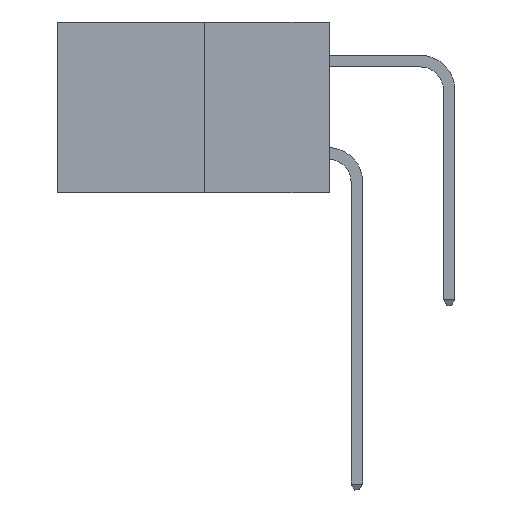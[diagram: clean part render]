
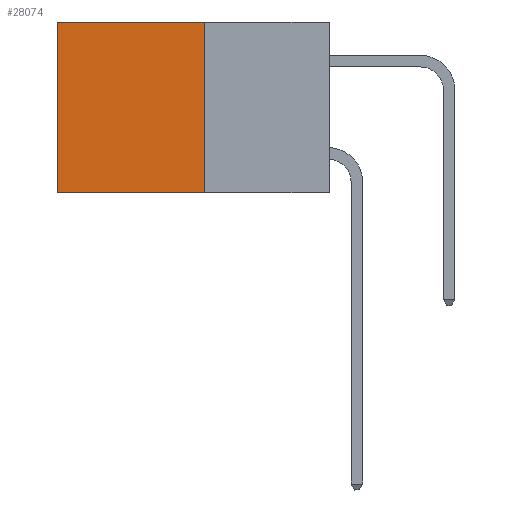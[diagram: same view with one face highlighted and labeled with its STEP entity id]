
A CAD part, left-side view. The second image highlights one B-rep face of the part: STEP entity #28074.
In plain terms, the highlighted planar face has unit normal (-1, 0, 0).
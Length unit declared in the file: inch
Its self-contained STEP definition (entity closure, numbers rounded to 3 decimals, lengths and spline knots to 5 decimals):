
#420 = ORIENTED_EDGE ( 'NONE', *, *, #25664, .F. ) ;
#627 = VECTOR ( 'NONE', #3493, 39.37008 ) ;
#1163 = CARTESIAN_POINT ( 'NONE',  ( 0.277, 0.27, 0. ) ) ;
#2277 = DIRECTION ( 'NONE',  ( 1., 0., 0. ) ) ;
#3493 = DIRECTION ( 'NONE',  ( 0., 1., 0. ) ) ;
#4036 = CARTESIAN_POINT ( 'NONE',  ( 0.277, 0.27, 0. ) ) ;
#5846 = VERTEX_POINT ( 'NONE', #26993 ) ;
#5888 = VERTEX_POINT ( 'NONE', #4036 ) ;
#7211 = CARTESIAN_POINT ( 'NONE',  ( 0.277, 0.59, -0.37 ) ) ;
#8413 = VECTOR ( 'NONE', #26978, 39.37008 ) ;
#9138 = LINE ( 'NONE', #29158, #8413 ) ;
#11035 = AXIS2_PLACEMENT_3D ( 'NONE', #13848, #2277, #18497 ) ;
#12359 = ORIENTED_EDGE ( 'NONE', *, *, #22824, .T. ) ;
#13144 = LINE ( 'NONE', #20273, #25121 ) ;
#13848 = CARTESIAN_POINT ( 'NONE',  ( 0.277, 0.27, -0.37 ) ) ;
#14611 = LINE ( 'NONE', #15502, #26137 ) ;
#15502 = CARTESIAN_POINT ( 'NONE',  ( 0.277, 0.59, -0.37 ) ) ;
#16739 = ORIENTED_EDGE ( 'NONE', *, *, #25666, .T. ) ;
#17834 = DIRECTION ( 'NONE',  ( 0., 0., -1. ) ) ;
#18497 = DIRECTION ( 'NONE',  ( 0., 0., -1. ) ) ;
#19132 = LINE ( 'NONE', #1163, #627 ) ;
#20273 = CARTESIAN_POINT ( 'NONE',  ( 0.277, 0.27, -0.37 ) ) ;
#20964 = CARTESIAN_POINT ( 'NONE',  ( 0.277, 0.27, -0.37 ) ) ;
#21089 = ORIENTED_EDGE ( 'NONE', *, *, #25706, .F. ) ;
#22580 = DIRECTION ( 'NONE',  ( 0., 0., -1. ) ) ;
#22824 = EDGE_CURVE ( 'NONE', #5888, #5846, #19132, .T. ) ;
#23480 = EDGE_LOOP ( 'NONE', ( #16739, #420, #21089, #12359 ) ) ;
#23806 = VERTEX_POINT ( 'NONE', #20964 ) ;
#25121 = VECTOR ( 'NONE', #22580, 39.37008 ) ;
#25664 = EDGE_CURVE ( 'NONE', #23806, #26548, #9138, .T. ) ;
#25666 = EDGE_CURVE ( 'NONE', #5846, #26548, #14611, .T. ) ;
#25706 = EDGE_CURVE ( 'NONE', #5888, #23806, #13144, .T. ) ;
#26137 = VECTOR ( 'NONE', #17834, 39.37008 ) ;
#26548 = VERTEX_POINT ( 'NONE', #7211 ) ;
#26978 = DIRECTION ( 'NONE',  ( 0., 1., 0. ) ) ;
#26993 = CARTESIAN_POINT ( 'NONE',  ( 0.277, 0.59, 0. ) ) ;
#27623 = PLANE ( 'NONE',  #11035 ) ;
#28074 = ADVANCED_FACE ( 'NONE', ( #28793 ), #27623, .F. ) ;
#28793 = FACE_OUTER_BOUND ( 'NONE', #23480, .T. ) ;
#29158 = CARTESIAN_POINT ( 'NONE',  ( 0.277, 0.27, -0.37 ) ) ;
